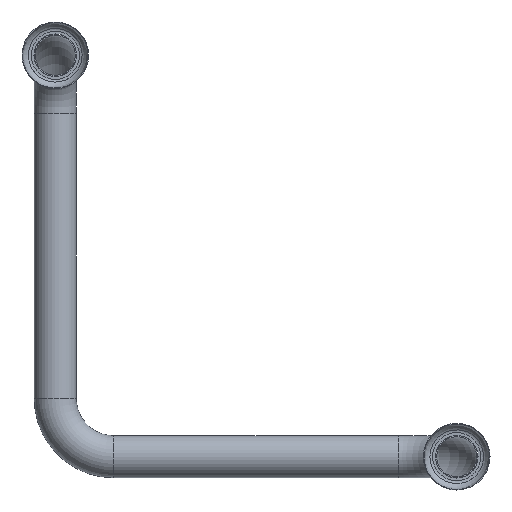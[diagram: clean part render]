
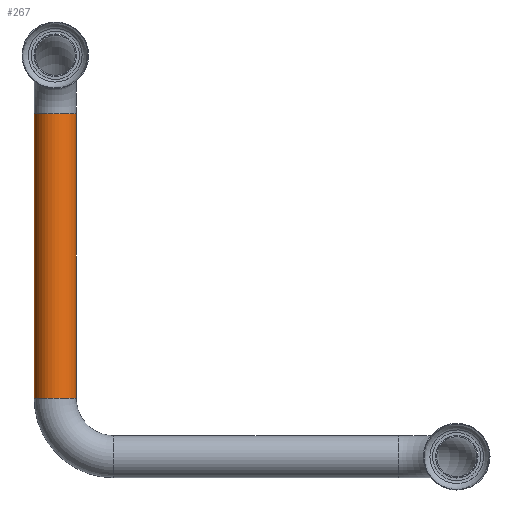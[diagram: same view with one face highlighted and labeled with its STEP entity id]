
A CAD part, front view. The second image highlights one B-rep face of the part: STEP entity #267.
In plain terms, the highlighted cylindrical face has radius 19 mm (diameter 38 mm), a full revolution.
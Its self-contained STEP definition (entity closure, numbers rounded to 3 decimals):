
#267=ADVANCED_FACE('',(#544,#546),#548,.T.);
#544=FACE_OUTER_BOUND('',#545,.T.);
#545=EDGE_LOOP('',(#682));
#546=FACE_OUTER_BOUND('',#547,.T.);
#547=EDGE_LOOP('',(#683));
#548=CYLINDRICAL_SURFACE('',#549,19.);
#549=AXIS2_PLACEMENT_3D('',#550,#551,#552);
#550=CARTESIAN_POINT('',(-362.,160.,52.6));
#551=DIRECTION('',(0.,0.,1.));
#552=DIRECTION('',(0.,1.,0.));
#682=ORIENTED_EDGE('',*,*,#750,.F.);
#683=ORIENTED_EDGE('',*,*,#752,.T.);
#750=EDGE_CURVE('',#790,#790,#791,.T.);
#752=EDGE_CURVE('',#794,#794,#795,.T.);
#790=VERTEX_POINT('',#886);
#791=CIRCLE('',#887,19.);
#794=VERTEX_POINT('',#896);
#795=CIRCLE('',#897,19.);
#886=CARTESIAN_POINT('',(-362.,179.,309.4));
#887=AXIS2_PLACEMENT_3D('',#888,#889,#890);
#888=CARTESIAN_POINT('',(-362.,160.,309.4));
#889=DIRECTION('',(0.,0.,1.));
#890=DIRECTION('',(0.,1.,0.));
#896=CARTESIAN_POINT('',(-362.,179.,52.6));
#897=AXIS2_PLACEMENT_3D('',#898,#899,#900);
#898=CARTESIAN_POINT('',(-362.,160.,52.6));
#899=DIRECTION('',(0.,-0.,1.));
#900=DIRECTION('',(0.,1.,0.));
